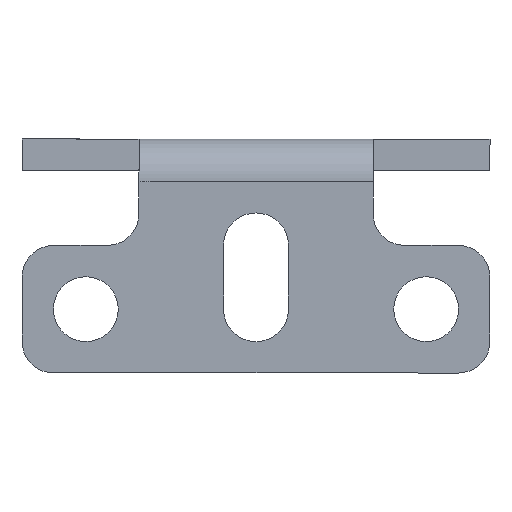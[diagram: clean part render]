
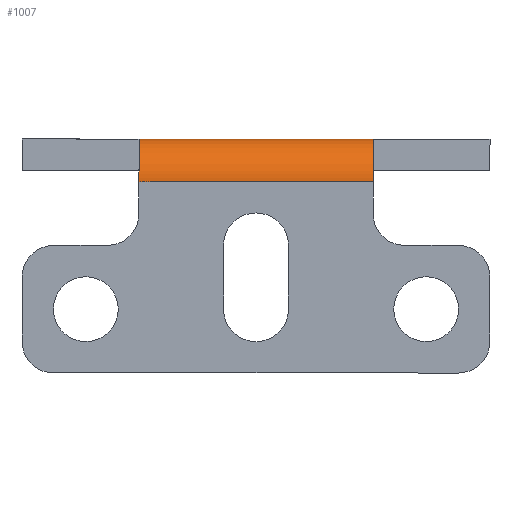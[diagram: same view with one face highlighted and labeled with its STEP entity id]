
A CAD part, front view. The second image highlights one B-rep face of the part: STEP entity #1007.
In plain terms, the highlighted cylindrical face has radius 2 mm (diameter 4 mm), a partial arc.
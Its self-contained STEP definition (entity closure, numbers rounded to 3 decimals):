
#109 = DIRECTION ( 'NONE',  ( 1., 0., 0. ) ) ;
#218 = CIRCLE ( 'NONE', #1248, 2. ) ;
#456 = AXIS2_PLACEMENT_3D ( 'NONE', #7696, #11497, #1833 ) ;
#694 = EDGE_CURVE ( 'NONE', #9339, #12479, #8248, .T. ) ;
#831 = EDGE_CURVE ( 'NONE', #1973, #4484, #218, .T. ) ;
#1007 = ADVANCED_FACE ( 'NONE', ( #3539 ), #8860, .T. ) ;
#1020 = AXIS2_PLACEMENT_3D ( 'NONE', #3336, #8255, #1416 ) ;
#1248 = AXIS2_PLACEMENT_3D ( 'NONE', #9192, #6286, #3389 ) ;
#1416 = DIRECTION ( 'NONE',  ( 0., 0., 1. ) ) ;
#1709 = CIRCLE ( 'NONE', #5719, 2. ) ;
#1833 = DIRECTION ( 'NONE',  ( 0., -1., 0. ) ) ;
#1973 = VERTEX_POINT ( 'NONE', #3977 ) ;
#2127 = AXIS2_PLACEMENT_3D ( 'NONE', #3074, #109, #8826 ) ;
#2379 = CARTESIAN_POINT ( 'NONE',  ( 0., -11.35, 3.5 ) ) ;
#2750 = CARTESIAN_POINT ( 'NONE',  ( 11., -11.286, 4. ) ) ;
#3074 = CARTESIAN_POINT ( 'NONE',  ( 11., -9.35, 3.5 ) ) ;
#3228 = ORIENTED_EDGE ( 'NONE', *, *, #11529, .F. ) ;
#3303 = CARTESIAN_POINT ( 'NONE',  ( 0., -9.35, 5.5 ) ) ;
#3336 = CARTESIAN_POINT ( 'NONE',  ( 11., -9.35, 3.5 ) ) ;
#3389 = DIRECTION ( 'NONE',  ( 0., 0., 1. ) ) ;
#3475 = ORIENTED_EDGE ( 'NONE', *, *, #831, .F. ) ;
#3539 = FACE_OUTER_BOUND ( 'NONE', #6471, .T. ) ;
#3809 = ORIENTED_EDGE ( 'NONE', *, *, #694, .F. ) ;
#3879 = LINE ( 'NONE', #9236, #12359 ) ;
#3977 = CARTESIAN_POINT ( 'NONE',  ( 0., -11.286, 4. ) ) ;
#4484 = VERTEX_POINT ( 'NONE', #5203 ) ;
#4496 = DIRECTION ( 'NONE',  ( 0., 0., 1. ) ) ;
#5071 = VECTOR ( 'NONE', #6240, 1000. ) ;
#5118 = EDGE_CURVE ( 'NONE', #7209, #1973, #1709, .T. ) ;
#5203 = CARTESIAN_POINT ( 'NONE',  ( 0., -9.35, 5.5 ) ) ;
#5719 = AXIS2_PLACEMENT_3D ( 'NONE', #6391, #9337, #4496 ) ;
#6240 = DIRECTION ( 'NONE',  ( 1., 0., 0. ) ) ;
#6255 = CARTESIAN_POINT ( 'NONE',  ( 11., -9.35, 5.5 ) ) ;
#6286 = DIRECTION ( 'NONE',  ( -1., 0., 0. ) ) ;
#6391 = CARTESIAN_POINT ( 'NONE',  ( 0., -9.35, 3.5 ) ) ;
#6471 = EDGE_LOOP ( 'NONE', ( #12491, #3475, #7748, #8355, #3228, #3809 ) ) ;
#7209 = VERTEX_POINT ( 'NONE', #2379 ) ;
#7666 = LINE ( 'NONE', #3303, #5071 ) ;
#7696 = CARTESIAN_POINT ( 'NONE',  ( 0., -9.35, 3.5 ) ) ;
#7748 = ORIENTED_EDGE ( 'NONE', *, *, #5118, .F. ) ;
#8248 = CIRCLE ( 'NONE', #2127, 2. ) ;
#8255 = DIRECTION ( 'NONE',  ( 1., 0., 0. ) ) ;
#8355 = ORIENTED_EDGE ( 'NONE', *, *, #11092, .F. ) ;
#8588 = CARTESIAN_POINT ( 'NONE',  ( 11., -11.35, 3.5 ) ) ;
#8826 = DIRECTION ( 'NONE',  ( 0., 0., 1. ) ) ;
#8860 = CYLINDRICAL_SURFACE ( 'NONE', #456, 2. ) ;
#9192 = CARTESIAN_POINT ( 'NONE',  ( 0., -9.35, 3.5 ) ) ;
#9236 = CARTESIAN_POINT ( 'NONE',  ( 5.5, -11.35, 3.5 ) ) ;
#9337 = DIRECTION ( 'NONE',  ( -1., 0., 0. ) ) ;
#9339 = VERTEX_POINT ( 'NONE', #6255 ) ;
#9867 = EDGE_CURVE ( 'NONE', #4484, #9339, #7666, .T. ) ;
#10016 = VERTEX_POINT ( 'NONE', #8588 ) ;
#10309 = DIRECTION ( 'NONE',  ( -1., 0., 0. ) ) ;
#11092 = EDGE_CURVE ( 'NONE', #10016, #7209, #3879, .T. ) ;
#11497 = DIRECTION ( 'NONE',  ( -1., 0., 0. ) ) ;
#11529 = EDGE_CURVE ( 'NONE', #12479, #10016, #11737, .T. ) ;
#11737 = CIRCLE ( 'NONE', #1020, 2. ) ;
#12359 = VECTOR ( 'NONE', #10309, 1000. ) ;
#12479 = VERTEX_POINT ( 'NONE', #2750 ) ;
#12491 = ORIENTED_EDGE ( 'NONE', *, *, #9867, .F. ) ;
